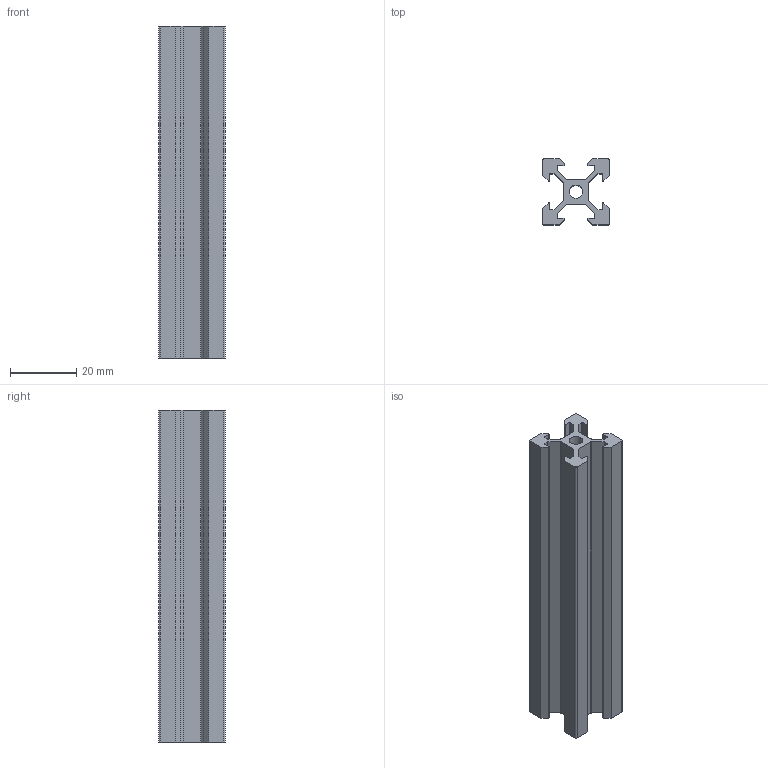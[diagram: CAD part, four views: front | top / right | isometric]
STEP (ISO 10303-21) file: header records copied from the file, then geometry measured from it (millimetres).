
FILE_DESCRIPTION(/* description */ (''),/* implementation_level */ '2;1');
FILE_NAME(/* name */ '20 X 20 mm Extrusion Sample Part MK1.step',/* time_stamp */ '2020-11-26T08:50:59-05:00',/* author */ (''),/* organization */ (''),/* preprocessor_version */ 'ST-DEVELOPER v18.1',/* originating_system */ 'Autodesk Translation Framework v9.3.0.1241',/* authorisation */ '');
FILE_SCHEMA (('AUTOMOTIVE_DESIGN { 1 0 10303 214 3 1 1 }'));
Length unit declared in the file: millimetre
Products named in the file (1): 20 X 20 mm Extrusion Sample Part
Bounding box: 20 x 20 x 100 mm (x, y, z)
Volume: 16723 mm3; surface area: 15700.6 mm2
Topology: 1 solids, 1 shells, 91 faces, 267 edges, 178 vertices
Faces by surface type: plane 46, cylinder 45
Full cylindrical faces by diameter (mm): 4 x1
Entity records: 3088 total; most frequent: DIRECTION 541, CARTESIAN_POINT 537, ORIENTED_EDGE 534, EDGE_CURVE 267, AXIS2_PLACEMENT_3D 182, VERTEX_POINT 178, LINE 177, VECTOR 177
